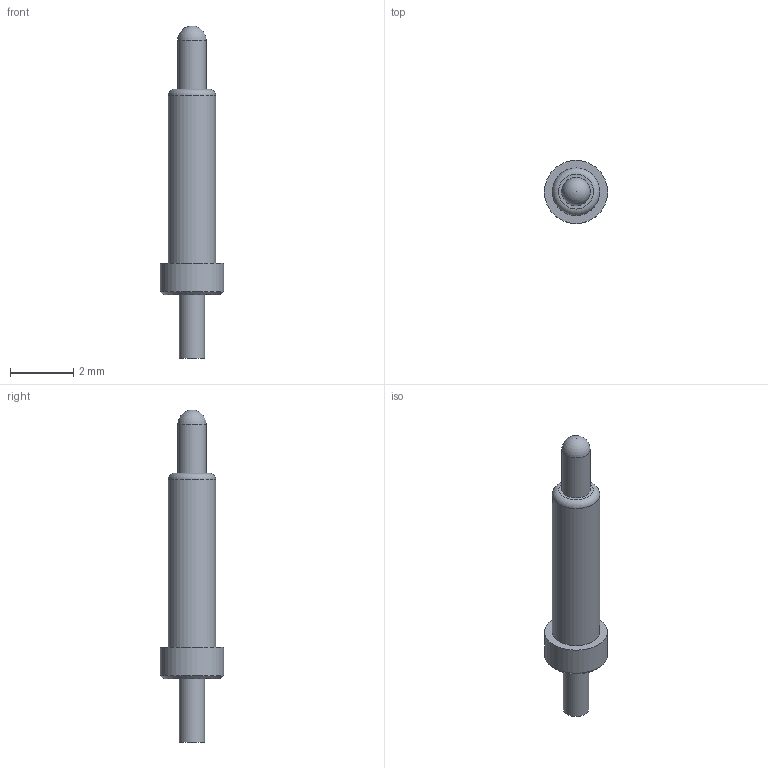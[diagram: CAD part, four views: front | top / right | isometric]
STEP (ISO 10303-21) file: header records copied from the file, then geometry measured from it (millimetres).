
FILE_DESCRIPTION(/* description */ (''),/* implementation_level */ '2;1');
FILE_NAME(/* name */ 'China Pogo Pin 2022 0.9mm Tip.step',/* time_stamp */ '2022-12-29T18:00:07-08:00',/* author */ (''),/* organization */ (''),/* preprocessor_version */ 'ST-DEVELOPER v19.2',/* originating_system */ 'Autodesk Translation Framework v11.17.0.187',/* authorisation */ '');
FILE_SCHEMA (('AUTOMOTIVE_DESIGN { 1 0 10303 214 3 1 1 }'));
Length unit declared in the file: millimetre
Products named in the file (3): China Pogo Pin 2022 0.9mm Tip; Main Body; Pogo Pin
Assembly tree (2 placements, depth 2):
  China Pogo Pin 2022 0.9mm Tip
    Main Body
    Pogo Pin
Bounding box: 2 x 2 x 10.5 mm (x, y, z)
Volume: 13.7 mm3; surface area: 54.6 mm2
Topology: 2 solids, 2 shells, 14 faces, 21 edges, 13 vertices
Faces by surface type: plane 6, cylinder 5, cone 1, torus 1, sphere 1
Full cylindrical faces by diameter (mm): 0.8 x1, 0.9 x2, 1.5 x1, 2 x1
Entity records: 402 total; most frequent: DIRECTION 72, CARTESIAN_POINT 52, ORIENTED_EDGE 40, AXIS2_PLACEMENT_3D 33, EDGE_CURVE 20, EDGE_LOOP 17, FACE_OUTER_BOUND 14, CIRCLE 14
